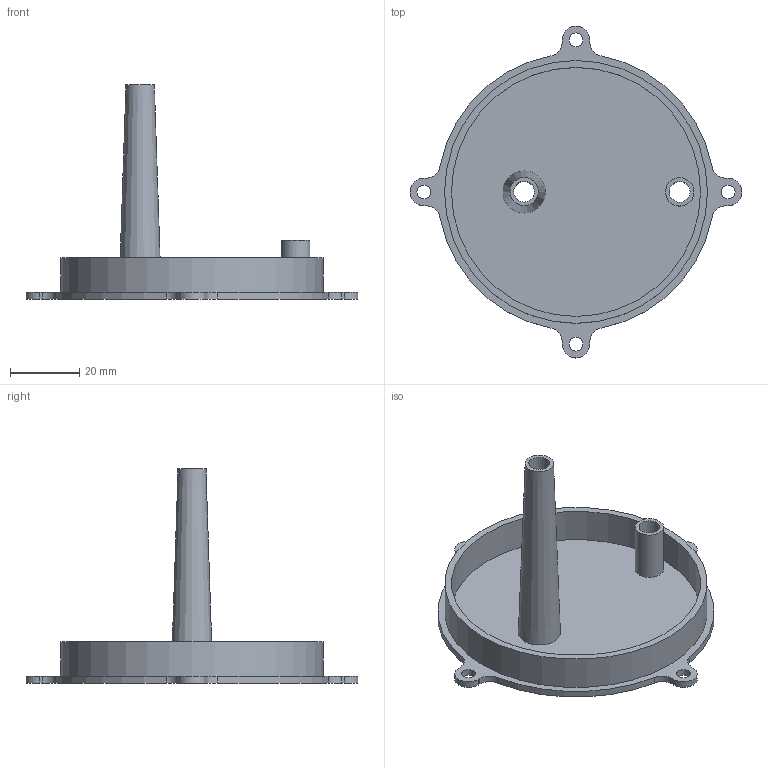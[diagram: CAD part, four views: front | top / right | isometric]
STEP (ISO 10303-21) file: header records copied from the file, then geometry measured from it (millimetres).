
FILE_DESCRIPTION(('STEP AP242'), '1');
FILE_NAME('itemGeronaFountainV2Center', '', ('UNSPECIFIED'), ('UNSPECIFIED'), 'C3D Converter', 'C3D Toolkit', '');
FILE_SCHEMA(('AP242_MANAGED_MODEL_BASED_3D_ENGINEERING_MIM_LF { 1 0 10303 442 1 1 4 }'));
Length unit declared in the file: millimetre
Bounding box: 96 x 96 x 62 mm (x, y, z)
Volume: 18614.8 mm3; surface area: 19400.8 mm2
Topology: 1 solids, 1 shells, 41 faces, 104 edges, 69 vertices
Faces by surface type: cylinder 25, plane 14, cone 2
Full cylindrical faces by diameter (mm): 4 x4, 6 x2, 8.2 x1, 72 x1, 76 x1
Entity records: 1267 total; most frequent: DIRECTION 230, CARTESIAN_POINT 204, ORIENTED_EDGE 186, AXIS2_PLACEMENT_3D 95, EDGE_CURVE 93, VERTEX_POINT 69, EDGE_LOOP 68, CIRCLE 53
